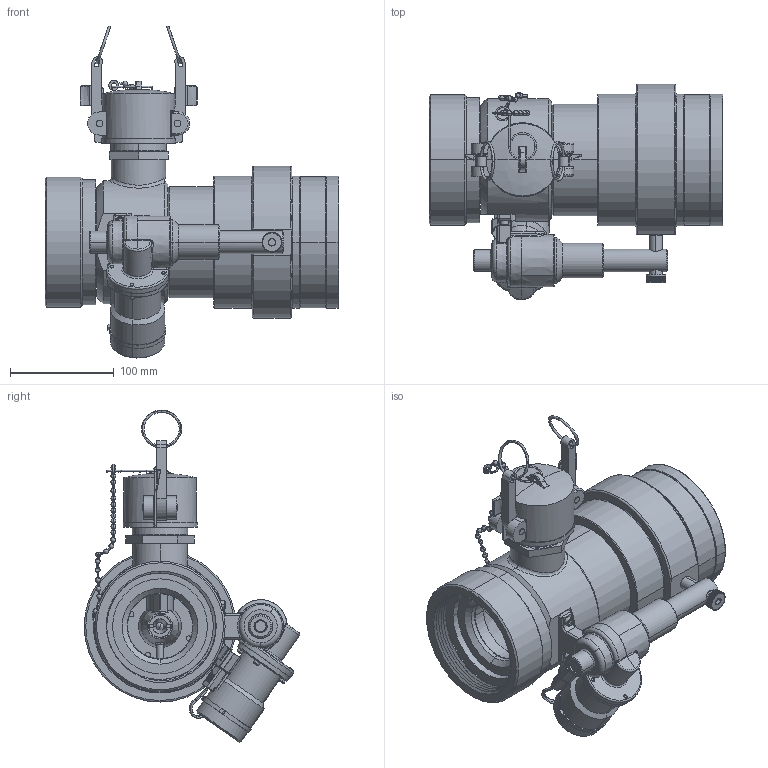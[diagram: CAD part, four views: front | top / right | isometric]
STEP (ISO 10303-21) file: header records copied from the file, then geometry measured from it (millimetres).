
FILE_DESCRIPTION((''),'2;1');
FILE_NAME('44802003_00','2015-07-02T',('sobri'),(''),'PRO/ENGINEER BY PARAMETRIC TECHNOLOGY CORPORATION, 2011180','PRO/ENGINEER BY PARAMETRIC TECHNOLOGY CORPORATION, 2011180','');
FILE_SCHEMA(('CONFIG_CONTROL_DESIGN'));
Length unit declared in the file: inch
Products named in the file (1): 44802003_00
Bounding box: 283.04 x 207.63 x 319.7 mm (x, y, z)
Surface area: 488442.6 mm2 (no closed solid volume)
Topology: 0 solids, 141 shells, 1354 faces, 4940 edges, 3601 vertices
Faces by surface type: plane 515, cylinder 363, bspline 177, cone 143, torus 97, sphere 59
Entity records: 69588 total; most frequent: CARTESIAN_POINT 29766, DIRECTION 7984, ORIENTED_EDGE 7610, EDGE_CURVE 4840, VERTEX_POINT 3601, AXIS2_PLACEMENT_3D 2683, VECTOR 2618, LINE 2618
